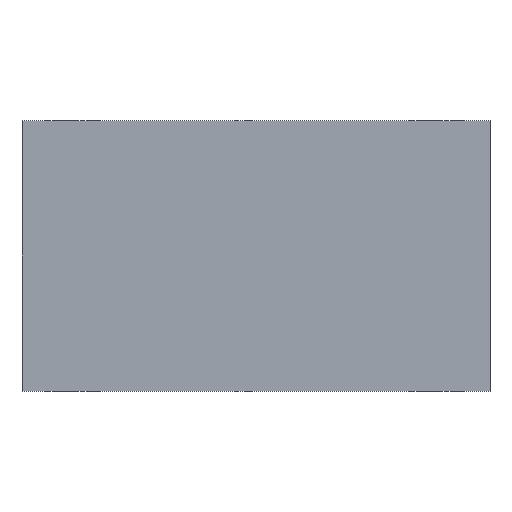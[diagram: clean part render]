
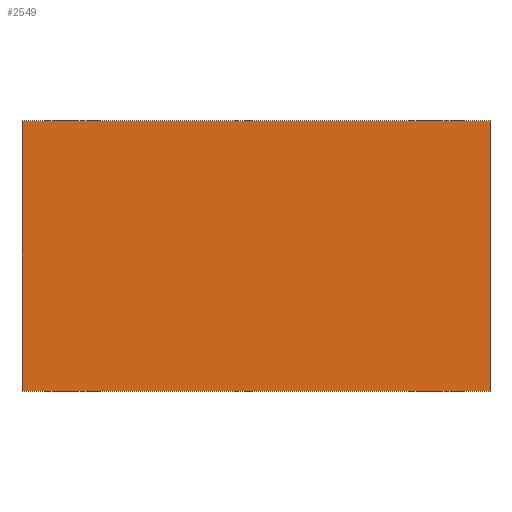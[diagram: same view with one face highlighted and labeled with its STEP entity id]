
A CAD part, front view. The second image highlights one B-rep face of the part: STEP entity #2549.
In plain terms, the highlighted planar face has unit normal (0, -1, 0).
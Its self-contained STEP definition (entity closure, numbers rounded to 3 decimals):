
#195=LINE('',#3827,#368);
#211=LINE('',#3877,#384);
#214=LINE('',#4170,#387);
#216=LINE('',#4179,#389);
#368=VECTOR('',#3053,1000.);
#384=VECTOR('',#3089,1000.);
#387=VECTOR('',#3140,1000.);
#389=VECTOR('',#3150,1000.);
#655=ORIENTED_EDGE('',*,*,#1361,.T.);
#656=ORIENTED_EDGE('',*,*,#1266,.F.);
#657=ORIENTED_EDGE('',*,*,#1356,.F.);
#658=ORIENTED_EDGE('',*,*,#1290,.T.);
#1266=EDGE_CURVE('',#1621,#1622,#195,.T.);
#1290=EDGE_CURVE('',#1646,#1645,#211,.T.);
#1356=EDGE_CURVE('',#1646,#1621,#214,.T.);
#1361=EDGE_CURVE('',#1645,#1622,#216,.T.);
#1621=VERTEX_POINT('',#3826);
#1622=VERTEX_POINT('',#3828);
#1645=VERTEX_POINT('',#3876);
#1646=VERTEX_POINT('',#3878);
#2000=EDGE_LOOP('',(#655,#656,#657,#658));
#2239=FACE_BOUND('',#2000,.T.);
#2453=PLANE('',#2766);
#2549=ADVANCED_FACE('',(#2239),#2453,.F.);
#2766=AXIS2_PLACEMENT_3D('',#4180,#3151,#3152);
#3053=DIRECTION('',(0.,0.,-1.));
#3089=DIRECTION('',(0.,0.,-1.));
#3140=DIRECTION('',(1.,0.,0.));
#3150=DIRECTION('',(1.,0.,0.));
#3151=DIRECTION('',(0.,1.,0.));
#3152=DIRECTION('',(0.,0.,1.));
#3826=CARTESIAN_POINT('',(22.5,0.,13.));
#3827=CARTESIAN_POINT('',(22.5,0.,13.));
#3828=CARTESIAN_POINT('',(22.5,0.,-13.));
#3876=CARTESIAN_POINT('',(-22.5,0.,-13.));
#3877=CARTESIAN_POINT('',(-22.5,0.,13.));
#3878=CARTESIAN_POINT('',(-22.5,0.,13.));
#4170=CARTESIAN_POINT('',(-22.5,0.,13.));
#4179=CARTESIAN_POINT('',(-22.5,0.,-13.));
#4180=CARTESIAN_POINT('',(-22.5,0.,13.));
